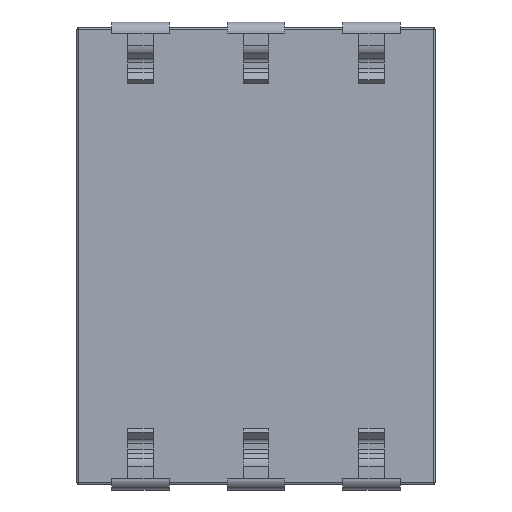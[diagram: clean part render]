
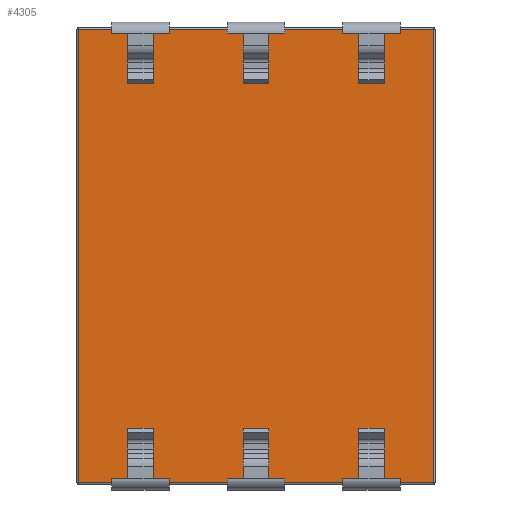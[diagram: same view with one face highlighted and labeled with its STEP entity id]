
A CAD part, front view. The second image highlights one B-rep face of the part: STEP entity #4305.
In plain terms, the highlighted planar face has unit normal (0, -1, 0).
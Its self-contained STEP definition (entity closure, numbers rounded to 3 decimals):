
#188 = ORIENTED_EDGE ( 'NONE', *, *, #606, .T. ) ;
#247 = CARTESIAN_POINT ( 'NONE',  ( -3.905, 0., 4.986 ) ) ;
#350 = EDGE_LOOP ( 'NONE', ( #2105, #188, #436, #4364 ) ) ;
#436 = ORIENTED_EDGE ( 'NONE', *, *, #2505, .T. ) ;
#445 = VERTEX_POINT ( 'NONE', #2311 ) ;
#525 = DIRECTION ( 'NONE',  ( 1., 0., 0. ) ) ;
#606 = EDGE_CURVE ( 'NONE', #1223, #4415, #709, .T. ) ;
#709 = LINE ( 'NONE', #3833, #3390 ) ;
#729 = DIRECTION ( 'NONE',  ( -1., 0., 0. ) ) ;
#757 = VECTOR ( 'NONE', #729, 1000. ) ;
#883 = CARTESIAN_POINT ( 'NONE',  ( 3.935, 0., 5.016 ) ) ;
#1223 = VERTEX_POINT ( 'NONE', #247 ) ;
#1224 = AXIS2_PLACEMENT_3D ( 'NONE', #883, #3712, #1597 ) ;
#1582 = EDGE_CURVE ( 'NONE', #445, #2607, #2494, .T. ) ;
#1597 = DIRECTION ( 'NONE',  ( 0., 0., -1. ) ) ;
#1793 = LINE ( 'NONE', #2210, #757 ) ;
#2007 = FACE_OUTER_BOUND ( 'NONE', #350, .T. ) ;
#2105 = ORIENTED_EDGE ( 'NONE', *, *, #2276, .T. ) ;
#2210 = CARTESIAN_POINT ( 'NONE',  ( 3.935, 0., 4.986 ) ) ;
#2276 = EDGE_CURVE ( 'NONE', #2607, #1223, #1793, .T. ) ;
#2311 = CARTESIAN_POINT ( 'NONE',  ( 3.905, 0., -4.986 ) ) ;
#2494 = LINE ( 'NONE', #2673, #3204 ) ;
#2505 = EDGE_CURVE ( 'NONE', #4415, #445, #2937, .T. ) ;
#2607 = VERTEX_POINT ( 'NONE', #4107 ) ;
#2633 = CARTESIAN_POINT ( 'NONE',  ( -3.905, 0., -4.986 ) ) ;
#2673 = CARTESIAN_POINT ( 'NONE',  ( 3.905, 0., 5.016 ) ) ;
#2937 = LINE ( 'NONE', #3361, #4175 ) ;
#3204 = VECTOR ( 'NONE', #3659, 1000. ) ;
#3361 = CARTESIAN_POINT ( 'NONE',  ( 3.935, 0., -4.986 ) ) ;
#3390 = VECTOR ( 'NONE', #4170, 1000. ) ;
#3659 = DIRECTION ( 'NONE',  ( 0., 0., 1. ) ) ;
#3712 = DIRECTION ( 'NONE',  ( 0., -1., 0. ) ) ;
#3833 = CARTESIAN_POINT ( 'NONE',  ( -3.905, 0., 5.016 ) ) ;
#4107 = CARTESIAN_POINT ( 'NONE',  ( 3.905, 0., 4.986 ) ) ;
#4170 = DIRECTION ( 'NONE',  ( 0., 0., -1. ) ) ;
#4175 = VECTOR ( 'NONE', #525, 1000. ) ;
#4305 = ADVANCED_FACE ( 'NONE', ( #2007 ), #4476, .T. ) ;
#4364 = ORIENTED_EDGE ( 'NONE', *, *, #1582, .T. ) ;
#4415 = VERTEX_POINT ( 'NONE', #2633 ) ;
#4476 = PLANE ( 'NONE',  #1224 ) ;
